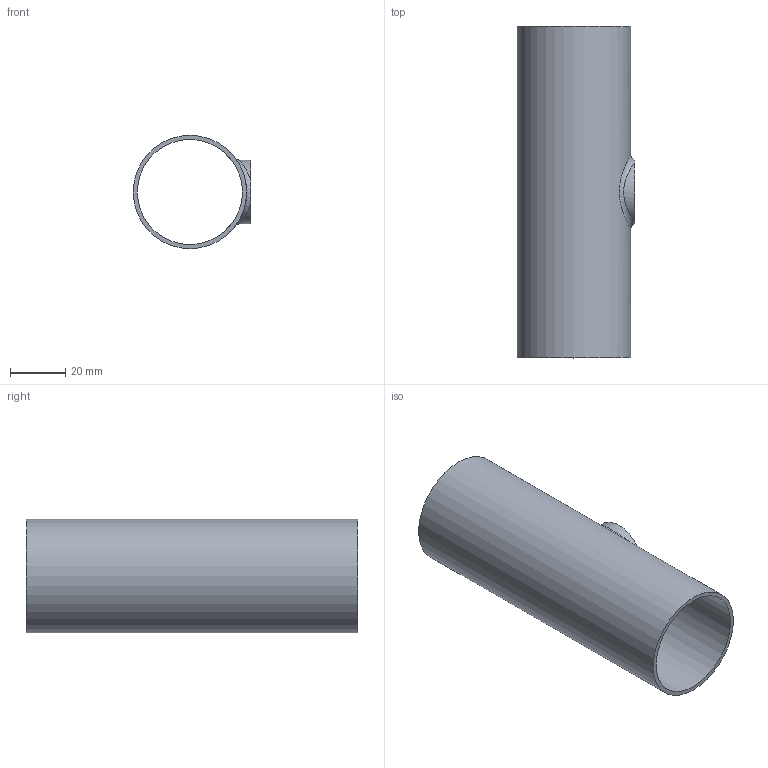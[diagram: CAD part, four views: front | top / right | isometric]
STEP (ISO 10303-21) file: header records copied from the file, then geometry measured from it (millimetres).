
FILE_DESCRIPTION((''),'2;1');
FILE_NAME('42272040X020.stp','2010-08-16T09:50:31',('thilbrands'),(''),'Autodesk Inventor 2008','Autodesk Inventor 2008','');
FILE_SCHEMA(('AUTOMOTIVE_DESIGN { 1 0 10303 214 1 1 1 1 }'));
Length unit declared in the file: millimetre
Products named in the file (1): ENG-003201
Bounding box: 42.5 x 120 x 41 mm (x, y, z)
Volume: 22093 mm3; surface area: 29926.6 mm2
Topology: 1 solids, 1 shells, 11 faces, 30 edges, 20 vertices
Faces by surface type: cylinder 6, plane 3, bspline 2
Full cylindrical faces by diameter (mm): 38 x1, 41 x1
Entity records: 1821 total; most frequent: CARTESIAN_POINT 1569, ORIENTED_EDGE 44, DIRECTION 40, EDGE_CURVE 22, AXIS2_PLACEMENT_3D 20, EDGE_LOOP 18, VERTEX_POINT 16, B_SPLINE_CURVE_WITH_KNOTS 12
